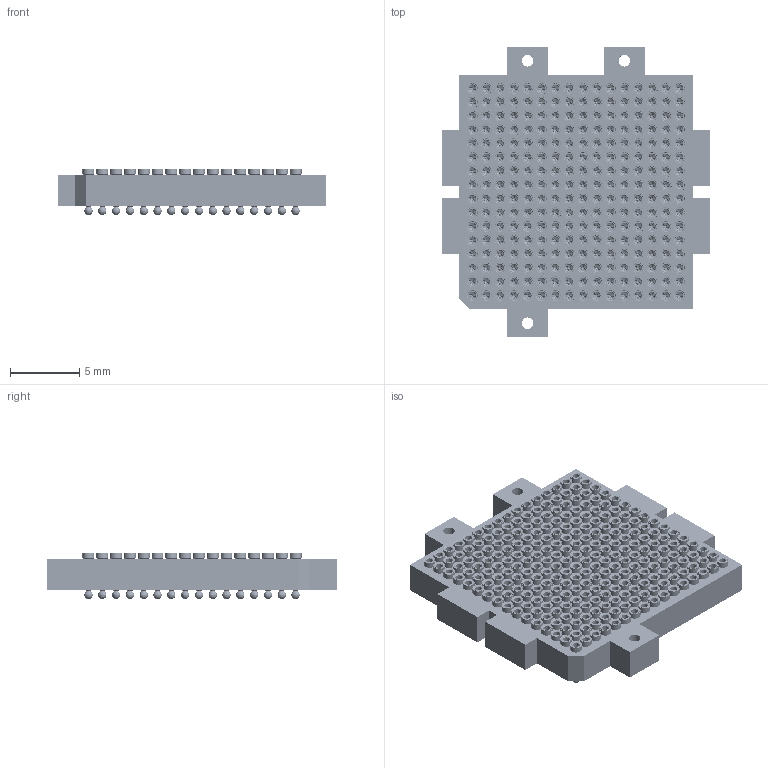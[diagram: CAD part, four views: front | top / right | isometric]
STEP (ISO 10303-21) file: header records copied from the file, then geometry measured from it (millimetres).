
FILE_DESCRIPTION(/* description */ (''),/* implementation_level */ '2;1');
FILE_NAME(/* name */ 'LFBGARBS1AO.stp',/* time_stamp */ '2016-02-02T10:57:47-05:00',/* author */ ('B17677'),/* organization */ (''),/* preprocessor_version */ 'ST-DEVELOPER v16.1',/* originating_system */ 'AutoCAD Mechanical',/* authorisation */ '');
FILE_SCHEMA (('AUTOMOTIVE_DESIGN { 1 0 10303 214 3 1 1 }'));
Products named in the file (4): 7617G; 5989G; 10156TR; Product
Assembly tree (513 placements, depth 3):
  Product
    10156TR
      7617G  x256
      5989G  x256
Bounding box: 19.38 x 21.02 x 3.35 mm (x, y, z)
Volume: 702.7 mm3; surface area: 6486.3 mm2
Topology: 769 solids, 769 shells, 29734 faces, 85612 edges, 55368 vertices
Faces by surface type: plane 13347, cylinder 11267, cone 3072, bspline 1536, torus 256, sphere 256
Full cylindrical faces by diameter (mm): 0.405 x256, 0.48 x256, 0.486 x256, 0.7 x256, 0.718 x256, 0.75 x256, 0.79 x256, 0.838 x3, 0.86 x256
Entity records: 25309 total; most frequent: DIRECTION 4849, CARTESIAN_POINT 4317, ORIENTED_EDGE 2340, AXIS2_PLACEMENT_3D 2309, EDGE_LOOP 1455, VERTEX_POINT 1297, EDGE_CURVE 1170, FACE_OUTER_BOUND 919
